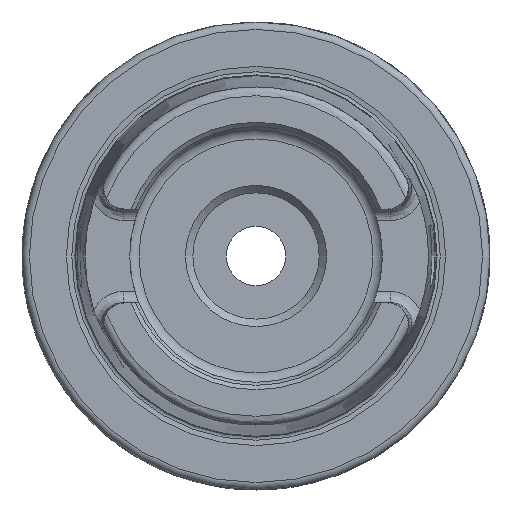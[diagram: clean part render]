
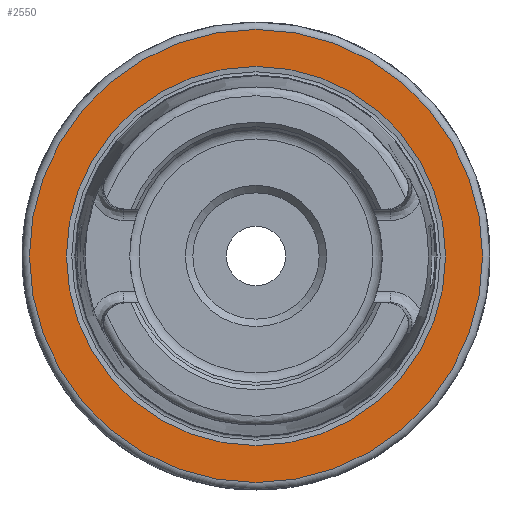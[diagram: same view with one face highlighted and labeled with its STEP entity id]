
A CAD part, left-side view. The second image highlights one B-rep face of the part: STEP entity #2550.
In plain terms, the highlighted planar face has unit normal (-1, 0, 0).
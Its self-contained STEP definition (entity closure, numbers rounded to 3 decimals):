
#99=PLANE('',#2847);
#256=FACE_OUTER_BOUND('',#607,.T.);
#412=CIRCLE('',#2845,25.521);
#413=CIRCLE('',#2846,25.521);
#414=CIRCLE('',#2848,30.5);
#415=CIRCLE('',#2849,30.5);
#460=FACE_BOUND('',#608,.T.);
#607=EDGE_LOOP('',(#2386,#2387));
#608=EDGE_LOOP('',(#2388,#2389));
#1199=VERTEX_POINT('',#6113);
#1200=VERTEX_POINT('',#6115);
#1201=VERTEX_POINT('',#6119);
#1202=VERTEX_POINT('',#6120);
#1596=EDGE_CURVE('',#1200,#1199,#412,.T.);
#1597=EDGE_CURVE('',#1199,#1200,#413,.T.);
#1598=EDGE_CURVE('',#1201,#1202,#414,.T.);
#1599=EDGE_CURVE('',#1202,#1201,#415,.T.);
#2386=ORIENTED_EDGE('',*,*,#1598,.F.);
#2387=ORIENTED_EDGE('',*,*,#1599,.F.);
#2388=ORIENTED_EDGE('',*,*,#1596,.T.);
#2389=ORIENTED_EDGE('',*,*,#1597,.T.);
#2550=ADVANCED_FACE('',(#256,#460),#99,.T.);
#2845=AXIS2_PLACEMENT_3D('',#6116,#3506,#3507);
#2846=AXIS2_PLACEMENT_3D('',#6117,#3508,#3509);
#2847=AXIS2_PLACEMENT_3D('',#6118,#3510,#3511);
#2848=AXIS2_PLACEMENT_3D('',#6121,#3512,#3513);
#2849=AXIS2_PLACEMENT_3D('',#6122,#3514,#3515);
#3506=DIRECTION('center_axis',(1.,0.,0.));
#3507=DIRECTION('ref_axis',(0.,0.,-1.));
#3508=DIRECTION('center_axis',(1.,0.,0.));
#3509=DIRECTION('ref_axis',(0.,0.,-1.));
#3510=DIRECTION('center_axis',(-1.,0.,0.));
#3511=DIRECTION('ref_axis',(0.,0.,1.));
#3512=DIRECTION('center_axis',(1.,0.,0.));
#3513=DIRECTION('ref_axis',(0.,0.,-1.));
#3514=DIRECTION('center_axis',(1.,0.,0.));
#3515=DIRECTION('ref_axis',(0.,0.,-1.));
#6113=CARTESIAN_POINT('',(0.,-25.521,0.));
#6115=CARTESIAN_POINT('',(0.,25.521,0.));
#6116=CARTESIAN_POINT('Origin',(0.,0.,
0.));
#6117=CARTESIAN_POINT('Origin',(0.,0.,
0.));
#6118=CARTESIAN_POINT('Origin',(0.,30.5,0.));
#6119=CARTESIAN_POINT('',(0.,30.5,0.));
#6120=CARTESIAN_POINT('',(0.,0.,30.5));
#6121=CARTESIAN_POINT('Origin',(0.,0.,
0.));
#6122=CARTESIAN_POINT('Origin',(0.,0.,
0.));
